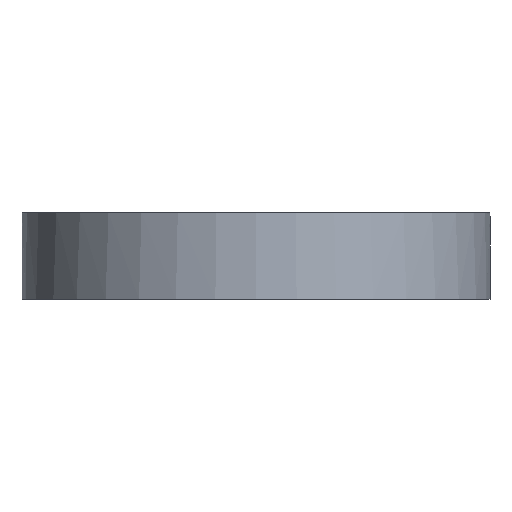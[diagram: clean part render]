
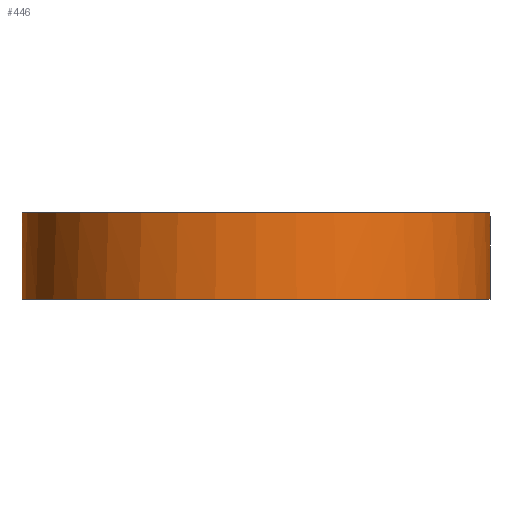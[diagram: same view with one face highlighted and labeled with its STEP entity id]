
A CAD part, left-side view. The second image highlights one B-rep face of the part: STEP entity #446.
In plain terms, the highlighted cylindrical face has radius 42.862 mm (diameter 85.725 mm), a full revolution.
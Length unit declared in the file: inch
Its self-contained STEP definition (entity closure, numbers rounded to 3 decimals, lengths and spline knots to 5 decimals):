
#46=CIRCLE('',#481,1.6875);
#67=CIRCLE('',#518,1.6875);
#68=CIRCLE('',#520,1.6875);
#69=CIRCLE('',#521,1.6875);
#87=LINE('',#865,#105);
#105=VECTOR('',#644,1.6875);
#127=FACE_OUTER_BOUND('',#165,.T.);
#165=EDGE_LOOP('',(#389,#390,#391,#392,#393,#394,#395,#396,#397,#398));
#173=B_SPLINE_CURVE_WITH_KNOTS('',3,(#676,#677,#678,#679,#680,#681,#682,
#683),.UNSPECIFIED.,.F.,.F.,(4,2,2,4),(0.89569,0.97033,
1.04497,1.0688),.UNSPECIFIED.);
#174=B_SPLINE_CURVE_WITH_KNOTS('',3,(#685,#686,#687,#688,#689,#690,#691,
#692),.UNSPECIFIED.,.F.,.F.,(4,2,2,4),(0.72257,0.74641,
0.82105,0.89569),.UNSPECIFIED.);
#182=B_SPLINE_CURVE_WITH_KNOTS('',3,(#785,#786,#787,#788,#789,#790,#791,
#792),.UNSPECIFIED.,.F.,.F.,(4,2,2,4),(0.89569,0.97033,
1.04497,1.0688),.UNSPECIFIED.);
#183=B_SPLINE_CURVE_WITH_KNOTS('',3,(#794,#795,#796,#797,#798,#799,#800,
#801),.UNSPECIFIED.,.F.,.F.,(4,2,2,4),(0.72257,0.74641,
0.82105,0.89569),.UNSPECIFIED.);
#186=VERTEX_POINT('',#674);
#187=VERTEX_POINT('',#675);
#188=VERTEX_POINT('',#684);
#199=VERTEX_POINT('',#754);
#205=VERTEX_POINT('',#784);
#206=VERTEX_POINT('',#793);
#223=VERTEX_POINT('',#860);
#224=VERTEX_POINT('',#863);
#227=EDGE_CURVE('',#186,#187,#173,.T.);
#228=EDGE_CURVE('',#188,#186,#174,.T.);
#244=EDGE_CURVE('',#199,#188,#46,.T.);
#252=EDGE_CURVE('',#205,#199,#182,.T.);
#253=EDGE_CURVE('',#206,#205,#183,.T.);
#282=EDGE_CURVE('',#223,#223,#67,.T.);
#283=EDGE_CURVE('',#187,#224,#68,.T.);
#284=EDGE_CURVE('',#224,#223,#87,.T.);
#285=EDGE_CURVE('',#224,#206,#69,.T.);
#389=ORIENTED_EDGE('',*,*,#227,.T.);
#390=ORIENTED_EDGE('',*,*,#283,.T.);
#391=ORIENTED_EDGE('',*,*,#284,.T.);
#392=ORIENTED_EDGE('',*,*,#282,.T.);
#393=ORIENTED_EDGE('',*,*,#284,.F.);
#394=ORIENTED_EDGE('',*,*,#285,.T.);
#395=ORIENTED_EDGE('',*,*,#253,.T.);
#396=ORIENTED_EDGE('',*,*,#252,.T.);
#397=ORIENTED_EDGE('',*,*,#244,.T.);
#398=ORIENTED_EDGE('',*,*,#228,.T.);
#424=CYLINDRICAL_SURFACE('',#519,1.6875);
#446=ADVANCED_FACE('',(#127),#424,.T.);
#481=AXIS2_PLACEMENT_3D('',#755,#551,#552);
#518=AXIS2_PLACEMENT_3D('',#861,#638,#639);
#519=AXIS2_PLACEMENT_3D('',#862,#640,#641);
#520=AXIS2_PLACEMENT_3D('',#864,#642,#643);
#521=AXIS2_PLACEMENT_3D('',#866,#645,#646);
#551=DIRECTION('center_axis',(0.,0.,-1.));
#552=DIRECTION('ref_axis',(-1.,0.,0.));
#638=DIRECTION('center_axis',(0.,0.,1.));
#639=DIRECTION('ref_axis',(-1.,0.,0.));
#640=DIRECTION('center_axis',(0.,0.,1.));
#641=DIRECTION('ref_axis',(-1.,0.,0.));
#642=DIRECTION('center_axis',(0.,0.,-1.));
#643=DIRECTION('ref_axis',(-1.,0.,0.));
#644=DIRECTION('',(0.,0.,-1.));
#645=DIRECTION('center_axis',(0.,0.,-1.));
#646=DIRECTION('ref_axis',(-1.,0.,0.));
#674=CARTESIAN_POINT('',(0.,1.6875,0.57));
#675=CARTESIAN_POINT('',(0.06148,1.68638,0.6));
#676=CARTESIAN_POINT('Ctrl Pts',(0.,1.6875,0.57));
#677=CARTESIAN_POINT('Ctrl Pts',(0.0098,1.6875,0.57));
#678=CARTESIAN_POINT('Ctrl Pts',(0.02024,1.68741,0.57196));
#679=CARTESIAN_POINT('Ctrl Pts',(0.03946,1.68707,0.57992));
#680=CARTESIAN_POINT('Ctrl Pts',(0.04823,1.68682,0.58592));
#681=CARTESIAN_POINT('Ctrl Pts',(0.05737,1.68653,0.59506));
#682=CARTESIAN_POINT('Ctrl Pts',(0.05949,1.68645,0.59745));
#683=CARTESIAN_POINT('Ctrl Pts',(0.06148,1.68638,0.6));
#684=CARTESIAN_POINT('',(-0.06148,1.68638,0.6));
#685=CARTESIAN_POINT('Ctrl Pts',(-0.06148,1.68638,0.6));
#686=CARTESIAN_POINT('Ctrl Pts',(-0.05949,1.68645,0.59745));
#687=CARTESIAN_POINT('Ctrl Pts',(-0.05737,1.68653,0.59506));
#688=CARTESIAN_POINT('Ctrl Pts',(-0.04823,1.68682,0.58592));
#689=CARTESIAN_POINT('Ctrl Pts',(-0.03946,1.68707,0.57992));
#690=CARTESIAN_POINT('Ctrl Pts',(-0.02024,1.68741,0.57196));
#691=CARTESIAN_POINT('Ctrl Pts',(-0.0098,1.6875,0.57));
#692=CARTESIAN_POINT('Ctrl Pts',(0.,1.6875,0.57));
#754=CARTESIAN_POINT('',(-0.06148,-1.68638,0.6));
#755=CARTESIAN_POINT('Origin',(0.,0.,0.6));
#784=CARTESIAN_POINT('',(0.,-1.6875,0.57));
#785=CARTESIAN_POINT('Ctrl Pts',(0.,-1.6875,0.57));
#786=CARTESIAN_POINT('Ctrl Pts',(-0.0098,-1.6875,0.57));
#787=CARTESIAN_POINT('Ctrl Pts',(-0.02024,-1.68741,0.57196));
#788=CARTESIAN_POINT('Ctrl Pts',(-0.03946,-1.68707,
0.57992));
#789=CARTESIAN_POINT('Ctrl Pts',(-0.04823,-1.68682,
0.58592));
#790=CARTESIAN_POINT('Ctrl Pts',(-0.05737,-1.68653,0.59506));
#791=CARTESIAN_POINT('Ctrl Pts',(-0.05949,-1.68645,
0.59745));
#792=CARTESIAN_POINT('Ctrl Pts',(-0.06148,-1.68638,
0.6));
#793=CARTESIAN_POINT('',(0.06148,-1.68638,0.6));
#794=CARTESIAN_POINT('Ctrl Pts',(0.06148,-1.68638,0.6));
#795=CARTESIAN_POINT('Ctrl Pts',(0.05949,-1.68645,0.59745));
#796=CARTESIAN_POINT('Ctrl Pts',(0.05737,-1.68653,0.59506));
#797=CARTESIAN_POINT('Ctrl Pts',(0.04823,-1.68682,0.58592));
#798=CARTESIAN_POINT('Ctrl Pts',(0.03946,-1.68707,0.57992));
#799=CARTESIAN_POINT('Ctrl Pts',(0.02024,-1.68741,0.57196));
#800=CARTESIAN_POINT('Ctrl Pts',(0.0098,-1.6875,0.57));
#801=CARTESIAN_POINT('Ctrl Pts',(0.,-1.6875,0.57));
#860=CARTESIAN_POINT('',(1.6875,0.,-0.025));
#861=CARTESIAN_POINT('Origin',(0.,0.,-0.025));
#862=CARTESIAN_POINT('Origin',(0.,0.,0.));
#863=CARTESIAN_POINT('',(1.6875,0.,0.6));
#864=CARTESIAN_POINT('Origin',(0.,0.,0.6));
#865=CARTESIAN_POINT('',(1.6875,0.,0.));
#866=CARTESIAN_POINT('Origin',(0.,0.,0.6));
